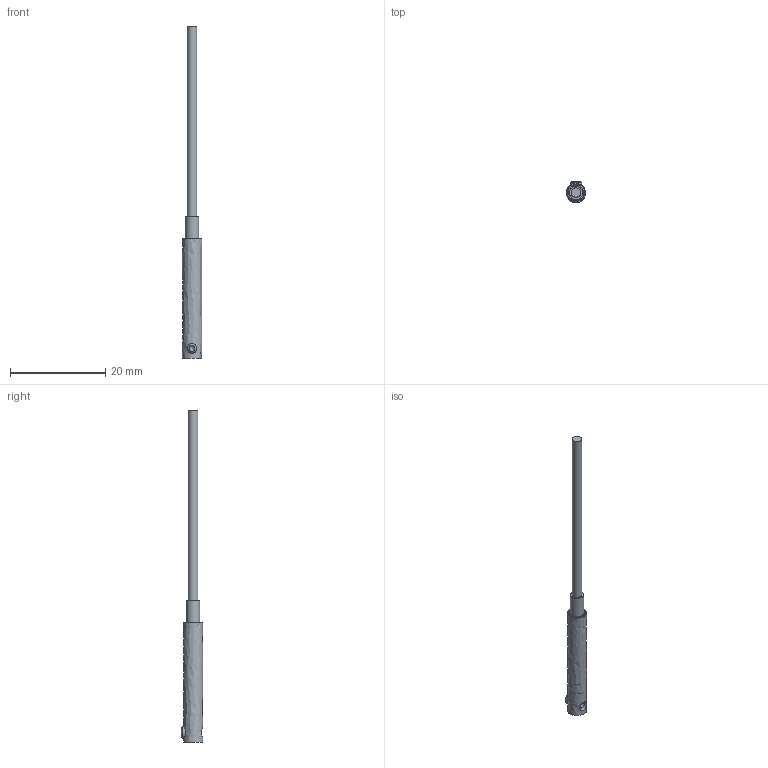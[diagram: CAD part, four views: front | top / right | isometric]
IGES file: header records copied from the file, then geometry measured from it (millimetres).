
Global section: file name: mzec4.0; native system: Autodesk Inventor 2015; preprocessor: unknown; author: lck; date: 20150722.102408; units: millimetre
Bounding box: 4 x 4.47 x 69.65 mm (x, y, z)
Volume: 437.2 mm3; surface area: 705.9 mm2
Topology: 1 solids, 2 shells, 33 faces, 73 edges, 47 vertices
Faces by surface type: bspline 33
